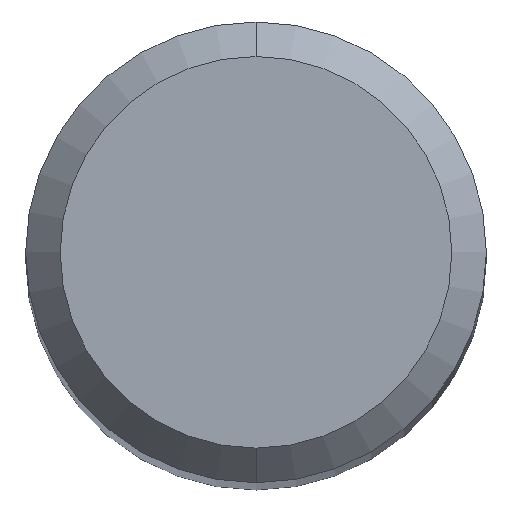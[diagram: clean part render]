
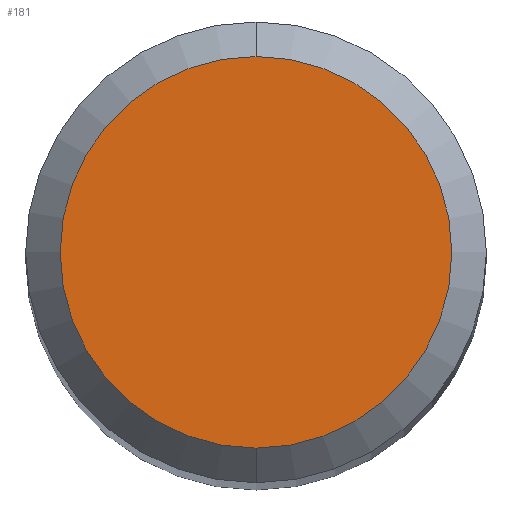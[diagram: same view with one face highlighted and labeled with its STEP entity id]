
A CAD part, top view. The second image highlights one B-rep face of the part: STEP entity #181.
In plain terms, the highlighted planar face has unit normal (0, 0, 1).
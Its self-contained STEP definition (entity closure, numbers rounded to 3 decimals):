
#181=ADVANCED_FACE('',(#496),#497,.T.);
#215=EDGE_CURVE('',#321,#391,#534,.T.);
#321=VERTEX_POINT('',#649);
#387=EDGE_CURVE('',#391,#321,#723,.T.);
#391=VERTEX_POINT('',#727);
#496=FACE_OUTER_BOUND('',#836,.T.);
#497=PLANE('',#837);
#534=CIRCLE('',#943,1.7);
#649=CARTESIAN_POINT('',(0.0,1.7,0.0));
#723=CIRCLE('',#1317,1.7);
#727=CARTESIAN_POINT('',(0.,-1.7,0.0));
#836=EDGE_LOOP('',(#1481,#1482));
#837=AXIS2_PLACEMENT_3D('',#1483,#1484,#1485);
#943=AXIS2_PLACEMENT_3D('',#1526,#1527,#1528);
#1317=AXIS2_PLACEMENT_3D('',#1717,#1718,#1719);
#1481=ORIENTED_EDGE('',*,*,#215,.F.);
#1482=ORIENTED_EDGE('',*,*,#387,.F.);
#1483=CARTESIAN_POINT('',(0.0,0.85,0.0));
#1484=DIRECTION('',(-0.0,0.0,1.0));
#1485=DIRECTION('',(0.0,-1.0,0.0));
#1526=CARTESIAN_POINT('',(0.0,0.0,0.0));
#1527=DIRECTION('',(0.0,0.0,-1.0));
#1528=DIRECTION('',(0.0,1.0,0.0));
#1717=CARTESIAN_POINT('',(0.0,0.0,0.0));
#1718=DIRECTION('',(0.0,0.0,-1.0));
#1719=DIRECTION('',(0.0,1.0,0.0));
